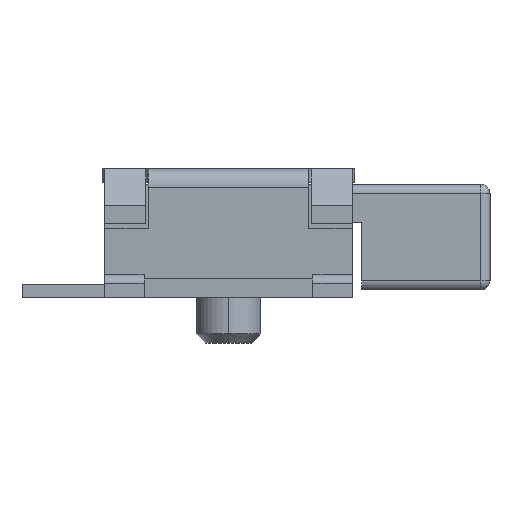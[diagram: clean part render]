
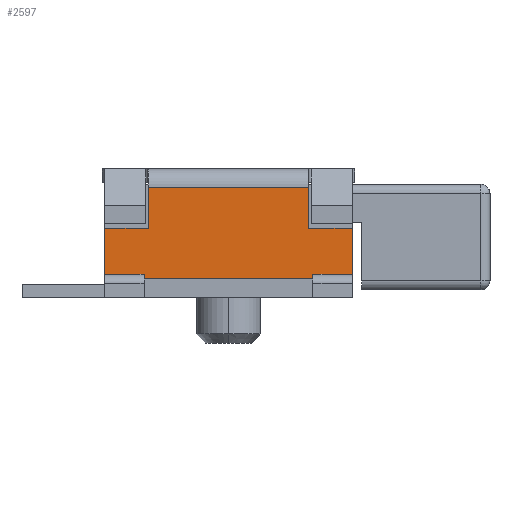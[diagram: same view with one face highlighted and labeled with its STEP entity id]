
A CAD part, front view. The second image highlights one B-rep face of the part: STEP entity #2597.
In plain terms, the highlighted planar face has unit normal (0, -1, 0).
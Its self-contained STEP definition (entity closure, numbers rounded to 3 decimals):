
#44 = DIRECTION ( 'NONE',  ( 0., 0., -1. ) ) ;
#75 = ORIENTED_EDGE ( 'NONE', *, *, #5290, .T. ) ;
#82 = VECTOR ( 'NONE', #4705, 1000. ) ;
#141 = CARTESIAN_POINT ( 'NONE',  ( 0.897, -1.895, 1.05 ) ) ;
#170 = ORIENTED_EDGE ( 'NONE', *, *, #3213, .F. ) ;
#393 = ORIENTED_EDGE ( 'NONE', *, *, #4942, .T. ) ;
#398 = VERTEX_POINT ( 'NONE', #5154 ) ;
#439 = CARTESIAN_POINT ( 'NONE',  ( 0.536, -1.895, 0.63 ) ) ;
#467 = LINE ( 'NONE', #5555, #5389 ) ;
#497 = CARTESIAN_POINT ( 'NONE',  ( -1.371, -1.895, 0.63 ) ) ;
#503 = CARTESIAN_POINT ( 'NONE',  ( 0.495, -1.895, 1.05 ) ) ;
#505 = DIRECTION ( 'NONE',  ( -1., 0., 0. ) ) ;
#551 = VECTOR ( 'NONE', #3644, 1000. ) ;
#565 = CARTESIAN_POINT ( 'NONE',  ( 0.897, -1.895, 0.63 ) ) ;
#601 = LINE ( 'NONE', #663, #551 ) ;
#618 = CARTESIAN_POINT ( 'NONE',  ( -1.371, -1.895, 1.05 ) ) ;
#656 = EDGE_CURVE ( 'NONE', #4504, #3622, #2707, .T. ) ;
#663 = CARTESIAN_POINT ( 'NONE',  ( -0.969, -1.895, 1.428 ) ) ;
#805 = CARTESIAN_POINT ( 'NONE',  ( 0.536, -1.895, 0.63 ) ) ;
#836 = DIRECTION ( 'NONE',  ( 0., 0., 1. ) ) ;
#864 = EDGE_LOOP ( 'NONE', ( #1523, #2953, #2198, #4994, #3927, #2742, #1324, #4363, #393, #75, #170, #1993 ) ) ;
#1050 = LINE ( 'NONE', #4541, #3875 ) ;
#1078 = EDGE_CURVE ( 'NONE', #4914, #398, #5246, .T. ) ;
#1096 = VERTEX_POINT ( 'NONE', #497 ) ;
#1137 = VECTOR ( 'NONE', #4645, 1000. ) ;
#1222 = CARTESIAN_POINT ( 'NONE',  ( 0.897, -1.895, 0.63 ) ) ;
#1324 = ORIENTED_EDGE ( 'NONE', *, *, #2496, .T. ) ;
#1326 = DIRECTION ( 'NONE',  ( 0., 0., -1. ) ) ;
#1378 = CARTESIAN_POINT ( 'NONE',  ( -0.969, -1.895, 1.47 ) ) ;
#1393 = CARTESIAN_POINT ( 'NONE',  ( -1.009, -1.895, 0.588 ) ) ;
#1403 = LINE ( 'NONE', #4001, #4616 ) ;
#1523 = ORIENTED_EDGE ( 'NONE', *, *, #656, .T. ) ;
#1543 = EDGE_CURVE ( 'NONE', #4504, #5169, #2949, .T. ) ;
#1678 = VECTOR ( 'NONE', #5176, 1000. ) ;
#1727 = CARTESIAN_POINT ( 'NONE',  ( -1.371, -1.895, 1.05 ) ) ;
#1905 = VERTEX_POINT ( 'NONE', #618 ) ;
#1993 = ORIENTED_EDGE ( 'NONE', *, *, #1543, .F. ) ;
#2146 = VECTOR ( 'NONE', #836, 1000. ) ;
#2183 = VERTEX_POINT ( 'NONE', #2243 ) ;
#2198 = ORIENTED_EDGE ( 'NONE', *, *, #1078, .T. ) ;
#2243 = CARTESIAN_POINT ( 'NONE',  ( 0.536, -1.895, 0.588 ) ) ;
#2381 = EDGE_CURVE ( 'NONE', #2918, #398, #601, .T. ) ;
#2387 = CARTESIAN_POINT ( 'NONE',  ( 0.897, -1.895, 0.63 ) ) ;
#2496 = EDGE_CURVE ( 'NONE', #1905, #1096, #4816, .T. ) ;
#2560 = LINE ( 'NONE', #5092, #1137 ) ;
#2597 = ADVANCED_FACE ( 'NONE', ( #4763 ), #5222, .T. ) ;
#2629 = DIRECTION ( 'NONE',  ( 1., 0., 0. ) ) ;
#2707 = LINE ( 'NONE', #565, #4359 ) ;
#2742 = ORIENTED_EDGE ( 'NONE', *, *, #4095, .T. ) ;
#2918 = VERTEX_POINT ( 'NONE', #3389 ) ;
#2949 = LINE ( 'NONE', #2387, #82 ) ;
#2953 = ORIENTED_EDGE ( 'NONE', *, *, #4563, .T. ) ;
#3048 = EDGE_CURVE ( 'NONE', #3105, #1096, #1050, .T. ) ;
#3083 = DIRECTION ( 'NONE',  ( 0., -1., 0. ) ) ;
#3105 = VERTEX_POINT ( 'NONE', #3370 ) ;
#3213 = EDGE_CURVE ( 'NONE', #5169, #2183, #3801, .T. ) ;
#3365 = CARTESIAN_POINT ( 'NONE',  ( 0.897, -1.895, 1.05 ) ) ;
#3370 = CARTESIAN_POINT ( 'NONE',  ( -1.009, -1.895, 0.63 ) ) ;
#3389 = CARTESIAN_POINT ( 'NONE',  ( -0.969, -1.895, 1.428 ) ) ;
#3622 = VERTEX_POINT ( 'NONE', #141 ) ;
#3644 = DIRECTION ( 'NONE',  ( 1., 0., 0. ) ) ;
#3672 = VERTEX_POINT ( 'NONE', #5305 ) ;
#3801 = LINE ( 'NONE', #439, #5286 ) ;
#3825 = LINE ( 'NONE', #3365, #1678 ) ;
#3875 = VECTOR ( 'NONE', #5012, 1000. ) ;
#3927 = ORIENTED_EDGE ( 'NONE', *, *, #4735, .T. ) ;
#4001 = CARTESIAN_POINT ( 'NONE',  ( -1.009, -1.895, 0.588 ) ) ;
#4095 = EDGE_CURVE ( 'NONE', #3672, #1905, #467, .T. ) ;
#4201 = VERTEX_POINT ( 'NONE', #1393 ) ;
#4349 = VECTOR ( 'NONE', #44, 1000. ) ;
#4359 = VECTOR ( 'NONE', #4916, 1000. ) ;
#4363 = ORIENTED_EDGE ( 'NONE', *, *, #3048, .F. ) ;
#4444 = AXIS2_PLACEMENT_3D ( 'NONE', #1378, #3083, #505 ) ;
#4504 = VERTEX_POINT ( 'NONE', #1222 ) ;
#4541 = CARTESIAN_POINT ( 'NONE',  ( -1.009, -1.895, 0.63 ) ) ;
#4563 = EDGE_CURVE ( 'NONE', #3622, #4914, #3825, .T. ) ;
#4616 = VECTOR ( 'NONE', #2629, 1000. ) ;
#4645 = DIRECTION ( 'NONE',  ( 0., 0., -1. ) ) ;
#4697 = CARTESIAN_POINT ( 'NONE',  ( 0.495, -1.895, 1.05 ) ) ;
#4705 = DIRECTION ( 'NONE',  ( -1., 0., 0. ) ) ;
#4717 = DIRECTION ( 'NONE',  ( -1., 0., 0. ) ) ;
#4725 = VECTOR ( 'NONE', #1326, 1000. ) ;
#4735 = EDGE_CURVE ( 'NONE', #2918, #3672, #2560, .T. ) ;
#4763 = FACE_OUTER_BOUND ( 'NONE', #864, .T. ) ;
#4816 = LINE ( 'NONE', #1727, #4725 ) ;
#4833 = LINE ( 'NONE', #5221, #4349 ) ;
#4914 = VERTEX_POINT ( 'NONE', #503 ) ;
#4916 = DIRECTION ( 'NONE',  ( 0., 0., 1. ) ) ;
#4942 = EDGE_CURVE ( 'NONE', #3105, #4201, #4833, .T. ) ;
#4994 = ORIENTED_EDGE ( 'NONE', *, *, #2381, .F. ) ;
#5012 = DIRECTION ( 'NONE',  ( -1., 0., 0. ) ) ;
#5092 = CARTESIAN_POINT ( 'NONE',  ( -0.969, -1.895, 1.428 ) ) ;
#5154 = CARTESIAN_POINT ( 'NONE',  ( 0.495, -1.895, 1.428 ) ) ;
#5169 = VERTEX_POINT ( 'NONE', #805 ) ;
#5176 = DIRECTION ( 'NONE',  ( -1., 0., 0. ) ) ;
#5221 = CARTESIAN_POINT ( 'NONE',  ( -1.009, -1.895, 0.63 ) ) ;
#5222 = PLANE ( 'NONE',  #4444 ) ;
#5246 = LINE ( 'NONE', #4697, #2146 ) ;
#5260 = DIRECTION ( 'NONE',  ( 0., 0., -1. ) ) ;
#5286 = VECTOR ( 'NONE', #5260, 1000. ) ;
#5290 = EDGE_CURVE ( 'NONE', #4201, #2183, #1403, .T. ) ;
#5305 = CARTESIAN_POINT ( 'NONE',  ( -0.969, -1.895, 1.05 ) ) ;
#5389 = VECTOR ( 'NONE', #4717, 1000. ) ;
#5555 = CARTESIAN_POINT ( 'NONE',  ( -0.969, -1.895, 1.05 ) ) ;
